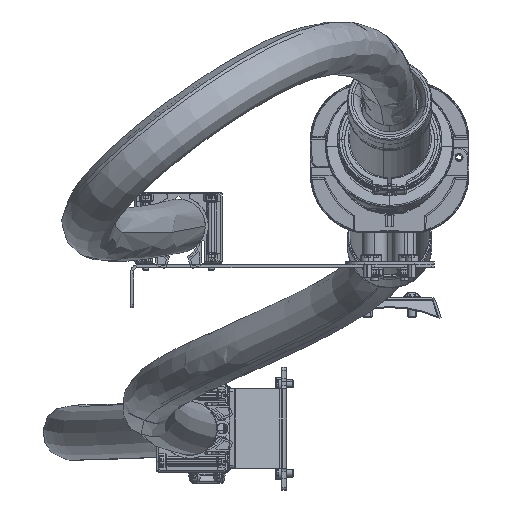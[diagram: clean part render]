
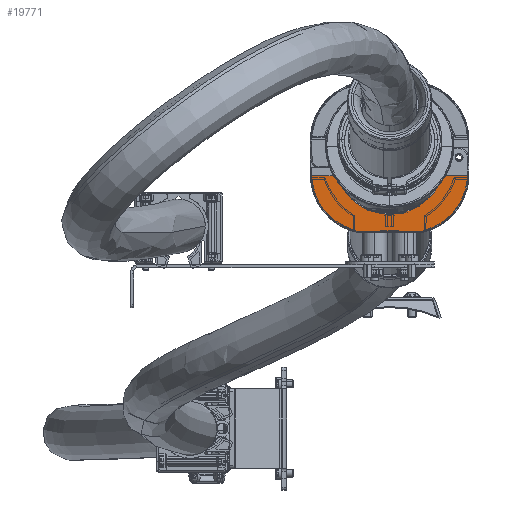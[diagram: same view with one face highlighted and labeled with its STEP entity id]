
A CAD part, left-side view. The second image highlights one B-rep face of the part: STEP entity #19771.
In plain terms, the highlighted planar face has unit normal (-1, 0, -0.018).
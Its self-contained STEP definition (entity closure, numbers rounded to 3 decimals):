
#2470 = ORIENTED_EDGE ( 'NONE', *, *, #214597, .T. ) ;
#13607 = DIRECTION ( 'NONE',  ( -0.017, 0., 1. ) ) ;
#14376 = DIRECTION ( 'NONE',  ( -0.017, 0., 1. ) ) ;
#19771 = ADVANCED_FACE ( 'NONE', ( #69503 ), #53499, .T. ) ;
#20396 = EDGE_CURVE ( 'NONE', #154695, #257013, #244576, .T. ) ;
#24613 = VERTEX_POINT ( 'NONE', #71780 ) ;
#24856 = CARTESIAN_POINT ( 'NONE',  ( 464.493, -78.322, 2196.941 ) ) ;
#28677 = LINE ( 'NONE', #133493, #125506 ) ;
#44523 = LINE ( 'NONE', #202557, #159427 ) ;
#45228 = ORIENTED_EDGE ( 'NONE', *, *, #110669, .T. ) ;
#51242 = CARTESIAN_POINT ( 'NONE',  ( 464.873, 60.421, 2175.138 ) ) ;
#53499 = PLANE ( 'NONE',  #242460 ) ;
#55090 = DIRECTION ( 'NONE',  ( 0., 1., 0. ) ) ;
#55301 = CARTESIAN_POINT ( 'NONE',  ( 464., 0., 2225.143 ) ) ;
#60589 = ORIENTED_EDGE ( 'NONE', *, *, #84547, .T. ) ;
#65214 = VERTEX_POINT ( 'NONE', #211694 ) ;
#69503 = FACE_OUTER_BOUND ( 'NONE', #164197, .T. ) ;
#70662 = VERTEX_POINT ( 'NONE', #177853 ) ;
#71780 = CARTESIAN_POINT ( 'NONE',  ( 464., 53.858, 2225.143 ) ) ;
#83246 = CARTESIAN_POINT ( 'NONE',  ( 464.873, -60.421, 2175.138 ) ) ;
#84547 = EDGE_CURVE ( 'NONE', #137762, #24613, #167623, .T. ) ;
#104422 = CARTESIAN_POINT ( 'NONE',  ( 464.981, -32.89, 2168.983 ) ) ;
#110669 = EDGE_CURVE ( 'NONE', #70662, #65214, #239109, .T. ) ;
#112310 = EDGE_CURVE ( 'NONE', #257013, #137762, #28677, .T. ) ;
#114547 = CARTESIAN_POINT ( 'NONE',  ( 464., 0., 2225.16 ) ) ;
#123104 = CARTESIAN_POINT ( 'NONE',  ( 464., -79., 2225.143 ) ) ;
#125506 = VECTOR ( 'NONE', #55090, 1000. ) ;
#132223 = CARTESIAN_POINT ( 'NONE',  ( 464.981, 32.89, 2168.983 ) ) ;
#133493 = CARTESIAN_POINT ( 'NONE',  ( 464., 0., 2225.143 ) ) ;
#137650 = VECTOR ( 'NONE', #220029, 1000. ) ;
#137762 = VERTEX_POINT ( 'NONE', #254626 ) ;
#154695 = VERTEX_POINT ( 'NONE', #237146 ) ;
#154887 = AXIS2_PLACEMENT_3D ( 'NONE', #201495, #216327, #14376 ) ;
#156265 = LINE ( 'NONE', #55301, #137650 ) ;
#159427 = VECTOR ( 'NONE', #245104, 1000. ) ;
#164197 = EDGE_LOOP ( 'NONE', ( #60589, #2470, #45228, #263005, #238528, #230790 ) ) ;
#167623 = CIRCLE ( 'NONE', #154887, 56.771 ) ;
#177853 = CARTESIAN_POINT ( 'NONE',  ( 464., 79., 2225.143 ) ) ;
#195501 = DIRECTION ( 'NONE',  ( -1., 0., -0.017 ) ) ;
#201495 = CARTESIAN_POINT ( 'NONE',  ( 463.687, 0., 2243.093 ) ) ;
#202557 = CARTESIAN_POINT ( 'NONE',  ( 464.981, -33., 2168.983 ) ) ;
#211694 = CARTESIAN_POINT ( 'NONE',  ( 464.981, 32.89, 2168.983 ) ) ;
#214597 = EDGE_CURVE ( 'NONE', #24613, #70662, #156265, .T. ) ;
#216327 = DIRECTION ( 'NONE',  ( 1., 0., 0.017 ) ) ;
#220029 = DIRECTION ( 'NONE',  ( 0., 1., 0. ) ) ;
#230790 = ORIENTED_EDGE ( 'NONE', *, *, #112310, .T. ) ;
#233216 = CARTESIAN_POINT ( 'NONE',  ( 464., 79., 2225.143 ) ) ;
#237146 = CARTESIAN_POINT ( 'NONE',  ( 464.981, -32.89, 2168.983 ) ) ;
#238528 = ORIENTED_EDGE ( 'NONE', *, *, #20396, .T. ) ;
#239109 =( BOUNDED_CURVE ( )  B_SPLINE_CURVE ( 3, ( #233216, #253075, #51242, #132223 ),
 .UNSPECIFIED., .F., .F. ) 
 B_SPLINE_CURVE_WITH_KNOTS ( ( 4, 4 ),
 ( 4.736, 6.063 ),
 .UNSPECIFIED. ) 
 CURVE ( )  GEOMETRIC_REPRESENTATION_ITEM ( )  RATIONAL_B_SPLINE_CURVE ( ( 1., 0.859, 0.859, 1. ) ) 
 REPRESENTATION_ITEM ( '' )  );
#242460 = AXIS2_PLACEMENT_3D ( 'NONE', #114547, #195501, #13607 ) ;
#243768 = CARTESIAN_POINT ( 'NONE',  ( 464., -79., 2225.143 ) ) ;
#244576 =( BOUNDED_CURVE ( )  B_SPLINE_CURVE ( 3, ( #104422, #83246, #24856, #123104 ),
 .UNSPECIFIED., .F., .F. ) 
 B_SPLINE_CURVE_WITH_KNOTS ( ( 4, 4 ),
 ( 0.22, 1.547 ),
 .UNSPECIFIED. ) 
 CURVE ( )  GEOMETRIC_REPRESENTATION_ITEM ( )  RATIONAL_B_SPLINE_CURVE ( ( 1., 0.859, 0.859, 1. ) ) 
 REPRESENTATION_ITEM ( '' )  );
#245104 = DIRECTION ( 'NONE',  ( 0., -1., 0. ) ) ;
#252736 = EDGE_CURVE ( 'NONE', #65214, #154695, #44523, .T. ) ;
#253075 = CARTESIAN_POINT ( 'NONE',  ( 464.493, 78.322, 2196.941 ) ) ;
#254626 = CARTESIAN_POINT ( 'NONE',  ( 464., -53.858, 2225.143 ) ) ;
#257013 = VERTEX_POINT ( 'NONE', #243768 ) ;
#263005 = ORIENTED_EDGE ( 'NONE', *, *, #252736, .T. ) ;
